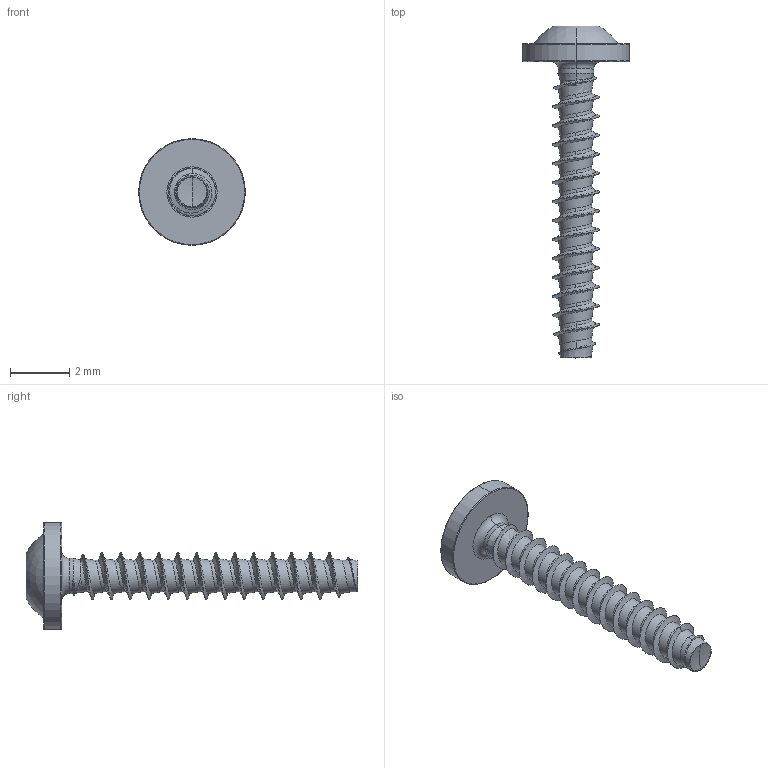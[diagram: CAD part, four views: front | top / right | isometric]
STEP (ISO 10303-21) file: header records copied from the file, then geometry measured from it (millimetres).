
FILE_DESCRIPTION (( 'STEP AP203' ), '1' );
FILE_NAME ('STP380160100.STEP', '2017-08-15T17:09:07', ( '' ), ( '' ), 'SwSTEP 2.0', 'SolidWorks 2015', '' );
FILE_SCHEMA (( 'CONFIG_CONTROL_DESIGN' ));
Length unit declared in the file: millimetre
Products named in the file (1): STP380160100
Bounding box: 3.6 x 11.2 x 3.6 mm (x, y, z)
Volume: 18.6 mm3; surface area: 88.3 mm2
Topology: 1 solids, 1 shells, 113 faces, 284 edges, 174 vertices
Faces by surface type: cylinder 54, bspline 35, cone 9, torus 8, sphere 4, plane 3
Entity records: 20137 total; most frequent: CARTESIAN_POINT 17782, ORIENTED_EDGE 564, DIRECTION 357, EDGE_CURVE 282, VERTEX_POINT 174, AXIS2_PLACEMENT_3D 145, B_SPLINE_CURVE_WITH_KNOTS 119, EDGE_LOOP 116
